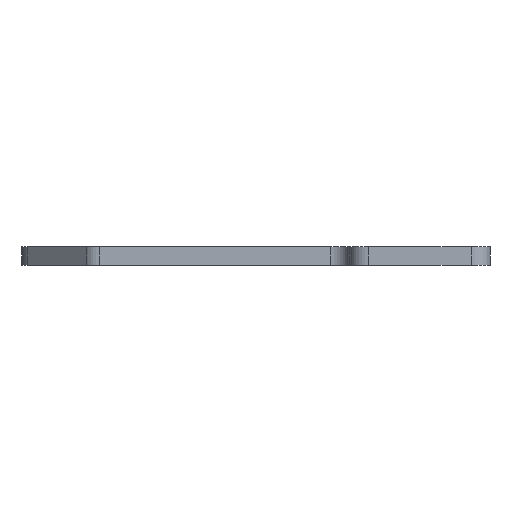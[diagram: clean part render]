
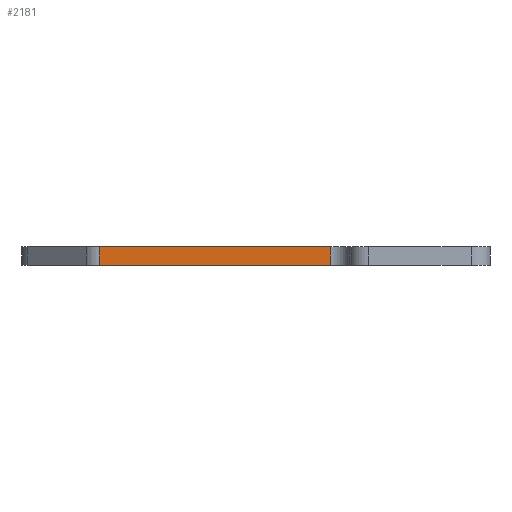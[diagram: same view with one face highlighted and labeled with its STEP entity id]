
A CAD part, left-side view. The second image highlights one B-rep face of the part: STEP entity #2181.
In plain terms, the highlighted planar face has unit normal (-1, 0, 0).
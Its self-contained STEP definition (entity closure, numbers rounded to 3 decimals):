
#199 = VERTEX_POINT ( 'NONE', #1675 ) ;
#207 = FACE_OUTER_BOUND ( 'NONE', #1852, .T. ) ;
#213 = LINE ( 'NONE', #2792, #739 ) ;
#431 = PLANE ( 'NONE',  #2862 ) ;
#442 = LINE ( 'NONE', #1368, #992 ) ;
#631 = DIRECTION ( 'NONE',  ( 0., 0., -1. ) ) ;
#681 = ORIENTED_EDGE ( 'NONE', *, *, #785, .T. ) ;
#739 = VECTOR ( 'NONE', #3001, 1000. ) ;
#785 = EDGE_CURVE ( 'NONE', #1926, #1396, #2687, .T. ) ;
#962 = EDGE_CURVE ( 'NONE', #1396, #1182, #2688, .T. ) ;
#992 = VECTOR ( 'NONE', #2367, 1000. ) ;
#1052 = CARTESIAN_POINT ( 'NONE',  ( -100.8, -50., 0. ) ) ;
#1182 = VERTEX_POINT ( 'NONE', #1433 ) ;
#1204 = VECTOR ( 'NONE', #1304, 1000. ) ;
#1304 = DIRECTION ( 'NONE',  ( 0., 1., 0. ) ) ;
#1368 = CARTESIAN_POINT ( 'NONE',  ( -100.8, -16., -4. ) ) ;
#1396 = VERTEX_POINT ( 'NONE', #2843 ) ;
#1433 = CARTESIAN_POINT ( 'NONE',  ( -100.8, 33.493, -4. ) ) ;
#1440 = ORIENTED_EDGE ( 'NONE', *, *, #1942, .F. ) ;
#1610 = DIRECTION ( 'NONE',  ( 1., 0., 0. ) ) ;
#1675 = CARTESIAN_POINT ( 'NONE',  ( -100.8, -16., -4. ) ) ;
#1707 = EDGE_CURVE ( 'NONE', #199, #1926, #442, .T. ) ;
#1780 = CARTESIAN_POINT ( 'NONE',  ( -100.8, 33.493, -4. ) ) ;
#1840 = ORIENTED_EDGE ( 'NONE', *, *, #962, .T. ) ;
#1852 = EDGE_LOOP ( 'NONE', ( #1440, #2537, #681, #1840 ) ) ;
#1926 = VERTEX_POINT ( 'NONE', #2295 ) ;
#1942 = EDGE_CURVE ( 'NONE', #199, #1182, #213, .T. ) ;
#2005 = VECTOR ( 'NONE', #2439, 1000. ) ;
#2181 = ADVANCED_FACE ( 'NONE', ( #207 ), #431, .F. ) ;
#2295 = CARTESIAN_POINT ( 'NONE',  ( -100.8, -16., 0. ) ) ;
#2367 = DIRECTION ( 'NONE',  ( 0., 0., 1. ) ) ;
#2439 = DIRECTION ( 'NONE',  ( 0., 0., -1. ) ) ;
#2537 = ORIENTED_EDGE ( 'NONE', *, *, #1707, .T. ) ;
#2687 = LINE ( 'NONE', #1052, #1204 ) ;
#2688 = LINE ( 'NONE', #1780, #2005 ) ;
#2792 = CARTESIAN_POINT ( 'NONE',  ( -100.8, -50., -4. ) ) ;
#2843 = CARTESIAN_POINT ( 'NONE',  ( -100.8, 33.493, 0. ) ) ;
#2862 = AXIS2_PLACEMENT_3D ( 'NONE', #2981, #1610, #631 ) ;
#2981 = CARTESIAN_POINT ( 'NONE',  ( -100.8, -50., -4. ) ) ;
#3001 = DIRECTION ( 'NONE',  ( 0., 1., 0. ) ) ;
